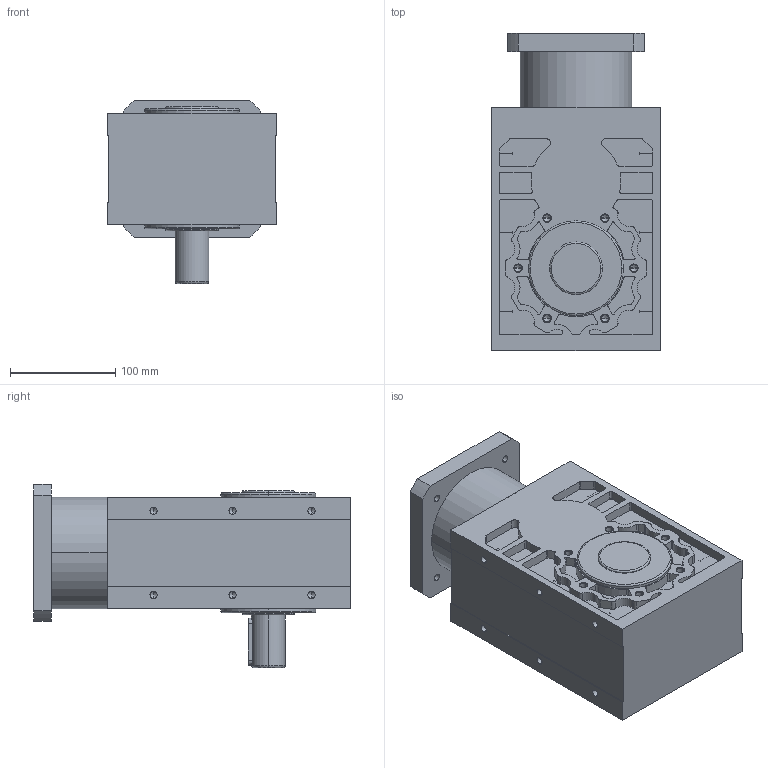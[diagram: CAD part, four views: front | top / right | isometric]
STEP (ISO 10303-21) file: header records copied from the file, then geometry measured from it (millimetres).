
FILE_DESCRIPTION((''),'2;1');
FILE_NAME('AT160-S2-130','2022-06-29T10:56:21',('Administrator'),(''),'CREO PARAMETRIC BY PTC INC, 2019010','CREO PARAMETRIC BY PTC INC, 2019010','');
FILE_SCHEMA(('CONFIG_CONTROL_DESIGN'));
Length unit declared in the file: millimetre
Products named in the file (1): AT160-S2-130
Bounding box: 160 x 301 x 174 mm (x, y, z)
Volume: 4357356.8 mm3; surface area: 273986.1 mm2
Topology: 1 solids, 1 shells, 583 faces, 1608 edges, 1033 vertices
Faces by surface type: cylinder 345, plane 152, cone 76, torus 10
Entity records: 18746 total; most frequent: CARTESIAN_POINT 3507, DIRECTION 3391, ORIENTED_EDGE 3116, EDGE_CURVE 1558, AXIS2_PLACEMENT_3D 1314, VERTEX_POINT 1033, VECTOR 763, LINE 763
